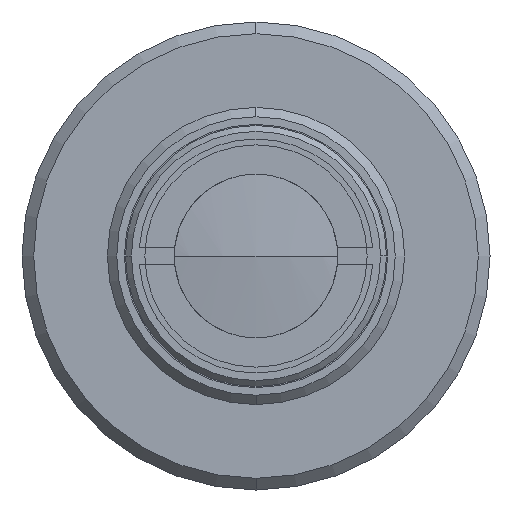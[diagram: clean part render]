
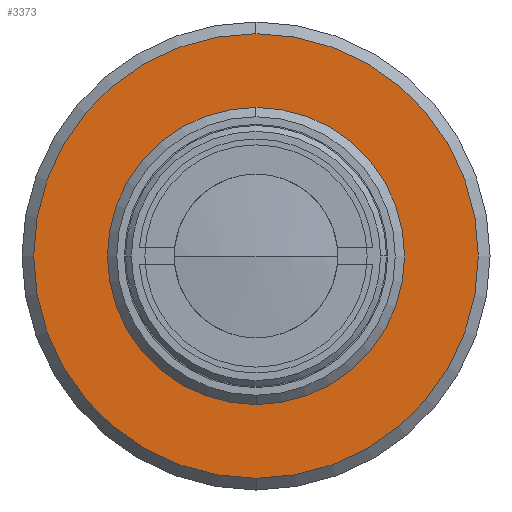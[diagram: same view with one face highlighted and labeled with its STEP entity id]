
A CAD part, left-side view. The second image highlights one B-rep face of the part: STEP entity #3373.
In plain terms, the highlighted planar face has unit normal (-1, 0, 0).
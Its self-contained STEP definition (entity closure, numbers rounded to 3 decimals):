
#41 = VERTEX_POINT ( 'NONE', #91 ) ;
#63 = AXIS2_PLACEMENT_3D ( 'NONE', #815, #2619, #1068 ) ;
#91 = CARTESIAN_POINT ( 'NONE',  ( 17.52, 0., 12. ) ) ;
#156 = CARTESIAN_POINT ( 'NONE',  ( 17.52, 12., 0. ) ) ;
#176 = CIRCLE ( 'NONE', #3199, 19. ) ;
#216 = CARTESIAN_POINT ( 'NONE',  ( 17.52, 0., -19. ) ) ;
#271 = VERTEX_POINT ( 'NONE', #216 ) ;
#285 = EDGE_CURVE ( 'NONE', #838, #271, #176, .T. ) ;
#322 = EDGE_CURVE ( 'NONE', #41, #1331, #874, .T. ) ;
#415 = DIRECTION ( 'NONE',  ( 0., 0., 1. ) ) ;
#445 = EDGE_CURVE ( 'NONE', #271, #838, #1654, .T. ) ;
#607 = CARTESIAN_POINT ( 'NONE',  ( 17.52, 0., -12. ) ) ;
#667 = PLANE ( 'NONE',  #2907 ) ;
#791 = CIRCLE ( 'NONE', #63, 12. ) ;
#815 = CARTESIAN_POINT ( 'NONE',  ( 17.52, 0., 0. ) ) ;
#838 = VERTEX_POINT ( 'NONE', #2886 ) ;
#874 = CIRCLE ( 'NONE', #1653, 12. ) ;
#929 = CARTESIAN_POINT ( 'NONE',  ( 17.52, 0., 0. ) ) ;
#1019 = DIRECTION ( 'NONE',  ( -1., 0., 0. ) ) ;
#1068 = DIRECTION ( 'NONE',  ( 0., 0., -1. ) ) ;
#1120 = FACE_BOUND ( 'NONE', #1161, .T. ) ;
#1161 = EDGE_LOOP ( 'NONE', ( #1191, #2793 ) ) ;
#1186 = DIRECTION ( 'NONE',  ( 0., 0., 1. ) ) ;
#1191 = ORIENTED_EDGE ( 'NONE', *, *, #2089, .T. ) ;
#1331 = VERTEX_POINT ( 'NONE', #607 ) ;
#1566 = CARTESIAN_POINT ( 'NONE',  ( 17.52, 0., 0. ) ) ;
#1653 = AXIS2_PLACEMENT_3D ( 'NONE', #1566, #3335, #1811 ) ;
#1654 = CIRCLE ( 'NONE', #1912, 19. ) ;
#1748 = EDGE_LOOP ( 'NONE', ( #2451, #2106 ) ) ;
#1811 = DIRECTION ( 'NONE',  ( 0., 0., -1. ) ) ;
#1912 = AXIS2_PLACEMENT_3D ( 'NONE', #929, #2732, #1186 ) ;
#1979 = DIRECTION ( 'NONE',  ( -1., 0., 0. ) ) ;
#2089 = EDGE_CURVE ( 'NONE', #1331, #41, #791, .T. ) ;
#2106 = ORIENTED_EDGE ( 'NONE', *, *, #285, .T. ) ;
#2433 = FACE_OUTER_BOUND ( 'NONE', #1748, .T. ) ;
#2451 = ORIENTED_EDGE ( 'NONE', *, *, #445, .T. ) ;
#2571 = CARTESIAN_POINT ( 'NONE',  ( 17.52, 0., 0. ) ) ;
#2619 = DIRECTION ( 'NONE',  ( 1., 0., 0. ) ) ;
#2732 = DIRECTION ( 'NONE',  ( -1., 0., 0. ) ) ;
#2793 = ORIENTED_EDGE ( 'NONE', *, *, #322, .T. ) ;
#2836 = DIRECTION ( 'NONE',  ( 0., 0., 1. ) ) ;
#2886 = CARTESIAN_POINT ( 'NONE',  ( 17.52, 0., 19. ) ) ;
#2907 = AXIS2_PLACEMENT_3D ( 'NONE', #156, #1979, #415 ) ;
#3199 = AXIS2_PLACEMENT_3D ( 'NONE', #2571, #1019, #2836 ) ;
#3335 = DIRECTION ( 'NONE',  ( 1., 0., 0. ) ) ;
#3373 = ADVANCED_FACE ( 'NONE', ( #2433, #1120 ), #667, .T. ) ;
